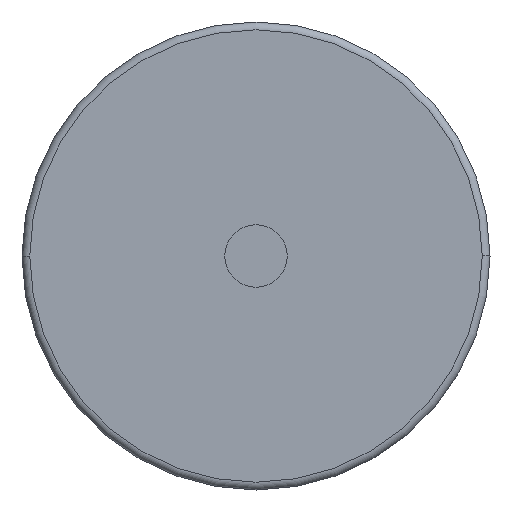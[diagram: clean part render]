
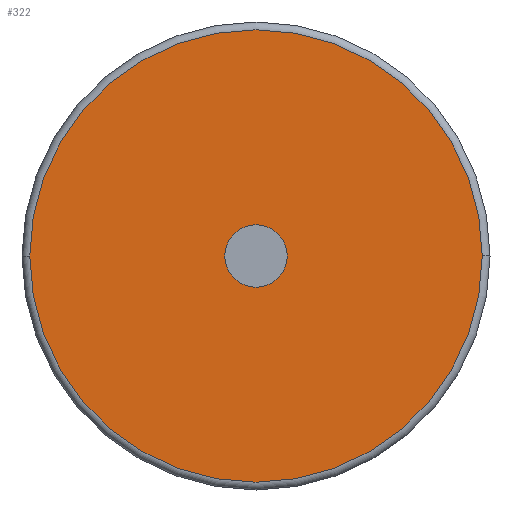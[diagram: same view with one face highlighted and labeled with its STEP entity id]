
A CAD part, front view. The second image highlights one B-rep face of the part: STEP entity #322.
In plain terms, the highlighted planar face has unit normal (0, -1, 0).
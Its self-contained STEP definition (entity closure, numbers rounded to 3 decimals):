
#16=CARTESIAN_POINT('',(0.,-21.5,0.));
#17=DIRECTION('',(0.,-1.,0.));
#18=DIRECTION('',(0.,0.,1.));
#19=AXIS2_PLACEMENT_3D('',#16,#17,#18);
#25=CARTESIAN_POINT('',(0.,-21.5,0.));
#26=DIRECTION('',(0.,-1.,0.));
#27=DIRECTION('',(0.,0.,-1.));
#28=AXIS2_PLACEMENT_3D('',#25,#26,#27);
#33=CARTESIAN_POINT('',(0.,-21.5,0.));
#34=DIRECTION('',(0.,-1.,0.));
#35=DIRECTION('',(0.,0.,-1.));
#36=AXIS2_PLACEMENT_3D('',#33,#34,#35);
#41=CARTESIAN_POINT('',(0.,-21.5,0.));
#42=DIRECTION('',(0.,-1.,0.));
#43=DIRECTION('',(0.,0.,1.));
#44=AXIS2_PLACEMENT_3D('',#41,#42,#43);
#269=CARTESIAN_POINT('',(0.,-21.5,2.));
#270=CARTESIAN_POINT('',(0.,-21.5,-2.));
#271=VERTEX_POINT('',#269);
#272=VERTEX_POINT('',#270);
#281=CARTESIAN_POINT('',(0.,-21.5,-14.5));
#282=CARTESIAN_POINT('',(0.,-21.5,14.5));
#283=VERTEX_POINT('',#281);
#284=VERTEX_POINT('',#282);
#305=CARTESIAN_POINT('',(0.,-21.5,0.));
#306=DIRECTION('',(0.,-1.,0.));
#307=DIRECTION('',(-1.,0.,0.));
#308=AXIS2_PLACEMENT_3D('',#305,#306,#307);
#309=PLANE('',#308);
#311=ORIENTED_EDGE('',*,*,#310,.F.);
#313=ORIENTED_EDGE('',*,*,#312,.F.);
#314=EDGE_LOOP('',(#311,#313));
#315=FACE_OUTER_BOUND('',#314,.F.);
#317=ORIENTED_EDGE('',*,*,#316,.T.);
#319=ORIENTED_EDGE('',*,*,#318,.T.);
#320=EDGE_LOOP('',(#317,#319));
#321=FACE_BOUND('',#320,.F.);
#322=ADVANCED_FACE('',(#315,#321),#309,.T.);
#20=CIRCLE('',#19,2.);
#29=CIRCLE('',#28,2.);
#37=CIRCLE('',#36,14.5);
#45=CIRCLE('',#44,14.5);
#310=EDGE_CURVE('',#283,#284,#37,.T.);
#312=EDGE_CURVE('',#284,#283,#45,.T.);
#316=EDGE_CURVE('',#271,#272,#20,.T.);
#318=EDGE_CURVE('',#272,#271,#29,.T.);
